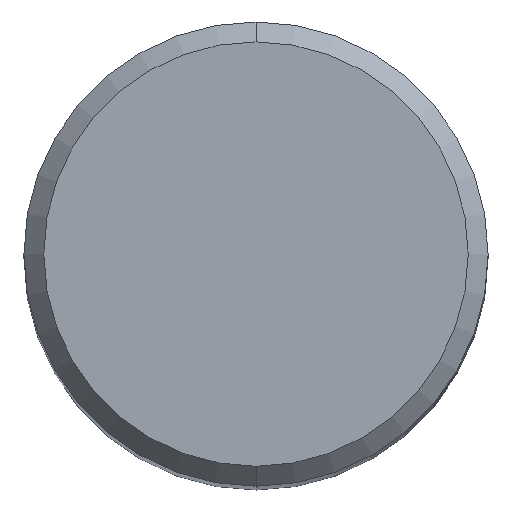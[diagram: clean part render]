
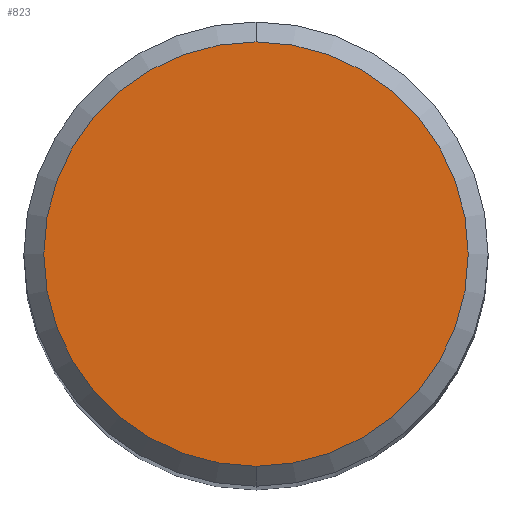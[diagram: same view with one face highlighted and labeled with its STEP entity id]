
A CAD part, top view. The second image highlights one B-rep face of the part: STEP entity #823.
In plain terms, the highlighted planar face has unit normal (0, 0, 1).
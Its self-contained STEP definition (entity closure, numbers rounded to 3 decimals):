
#359=EDGE_CURVE('',#845,#677,#957,.T.);
#677=VERTEX_POINT('',#1302);
#823=ADVANCED_FACE('',(#1465),#1466,.T.);
#829=EDGE_CURVE('',#677,#845,#1473,.T.);
#845=VERTEX_POINT('',#1489);
#957=CIRCLE('',#2993,6.4);
#1302=CARTESIAN_POINT('',(0.,-6.4,0.0));
#1465=FACE_OUTER_BOUND('',#7445,.T.);
#1466=PLANE('',#7446);
#1473=CIRCLE('',#7454,6.4);
#1489=CARTESIAN_POINT('',(0.0,6.4,0.0));
#2993=AXIS2_PLACEMENT_3D('',#9067,#9068,#9069);
#7445=EDGE_LOOP('',(#9597,#9598));
#7446=AXIS2_PLACEMENT_3D('',#9599,#9600,#9601);
#7454=AXIS2_PLACEMENT_3D('',#9618,#9619,#9620);
#9067=CARTESIAN_POINT('',(0.0,0.0,0.0));
#9068=DIRECTION('',(0.0,0.0,-1.0));
#9069=DIRECTION('',(0.0,1.0,0.0));
#9597=ORIENTED_EDGE('',*,*,#359,.F.);
#9598=ORIENTED_EDGE('',*,*,#829,.F.);
#9599=CARTESIAN_POINT('',(0.0,3.2,0.0));
#9600=DIRECTION('',(-0.0,0.0,1.0));
#9601=DIRECTION('',(0.0,-1.0,0.0));
#9618=CARTESIAN_POINT('',(0.0,0.0,0.0));
#9619=DIRECTION('',(0.0,0.0,-1.0));
#9620=DIRECTION('',(0.0,1.0,0.0));
